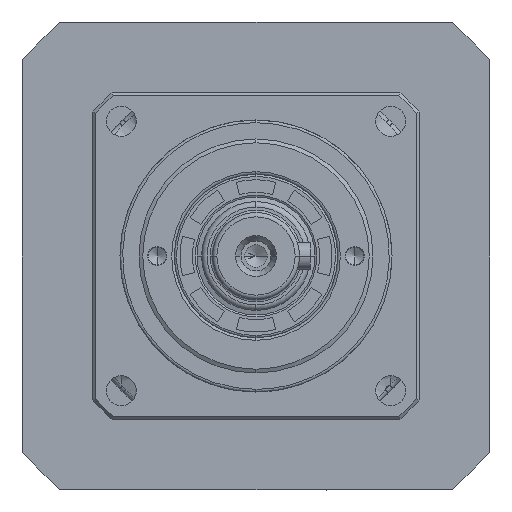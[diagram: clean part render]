
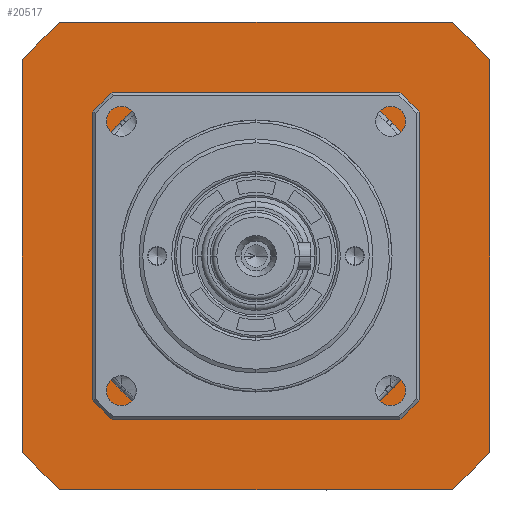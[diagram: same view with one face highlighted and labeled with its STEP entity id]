
A CAD part, left-side view. The second image highlights one B-rep face of the part: STEP entity #20517.
In plain terms, the highlighted planar face has unit normal (-1, 0, 0).
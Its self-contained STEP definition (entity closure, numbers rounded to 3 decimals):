
#160 = EDGE_CURVE ( 'NONE', #15601, #6170, #9706, .T. ) ;
#274 = EDGE_CURVE ( 'NONE', #6170, #10714, #6119, .T. ) ;
#533 = CIRCLE ( 'NONE', #18278, 56. ) ;
#586 = VERTEX_POINT ( 'NONE', #4867 ) ;
#755 = CARTESIAN_POINT ( 'NONE',  ( 5.5, -43., 0. ) ) ;
#944 = EDGE_CURVE ( 'NONE', #10714, #586, #23653, .T. ) ;
#1291 = DIRECTION ( 'NONE',  ( 0., 0., 1. ) ) ;
#1324 = EDGE_CURVE ( 'NONE', #14991, #6094, #12697, .T. ) ;
#1497 = ORIENTED_EDGE ( 'NONE', *, *, #24068, .T. ) ;
#1518 = LINE ( 'NONE', #20535, #1568 ) ;
#1568 = VECTOR ( 'NONE', #4674, 1000. ) ;
#1702 = VERTEX_POINT ( 'NONE', #8016 ) ;
#1866 = DIRECTION ( 'NONE',  ( 0., 0., -1. ) ) ;
#2103 = DIRECTION ( 'NONE',  ( 0., 0., -1. ) ) ;
#2132 = DIRECTION ( 'NONE',  ( -1., 0., 0. ) ) ;
#2152 = CARTESIAN_POINT ( 'NONE',  ( 5.5, 0., 0. ) ) ;
#2383 = CARTESIAN_POINT ( 'NONE',  ( 5.5, 0., 0. ) ) ;
#2626 = FACE_OUTER_BOUND ( 'NONE', #25079, .T. ) ;
#2719 = AXIS2_PLACEMENT_3D ( 'NONE', #2383, #16180, #4350 ) ;
#2811 = DIRECTION ( 'NONE',  ( -1., 0., 0. ) ) ;
#3353 = CARTESIAN_POINT ( 'NONE',  ( 5.5, 0., 0. ) ) ;
#3417 = EDGE_CURVE ( 'NONE', #17239, #15601, #11585, .T. ) ;
#3944 = CIRCLE ( 'NONE', #2719, 56. ) ;
#4288 = CARTESIAN_POINT ( 'NONE',  ( 5.5, -43., 35.875 ) ) ;
#4350 = DIRECTION ( 'NONE',  ( 0., 0., -1. ) ) ;
#4405 = ORIENTED_EDGE ( 'NONE', *, *, #8514, .T. ) ;
#4467 = CARTESIAN_POINT ( 'NONE',  ( 5.5, 18.028, -30. ) ) ;
#4490 = LINE ( 'NONE', #755, #5172 ) ;
#4674 = DIRECTION ( 'NONE',  ( 0., 1., 0. ) ) ;
#4775 = ORIENTED_EDGE ( 'NONE', *, *, #25727, .T. ) ;
#4783 = ORIENTED_EDGE ( 'NONE', *, *, #160, .T. ) ;
#4795 = CARTESIAN_POINT ( 'NONE',  ( 5.5, -35.875, 43. ) ) ;
#4834 = VECTOR ( 'NONE', #15655, 1000. ) ;
#4867 = CARTESIAN_POINT ( 'NONE',  ( 5.5, -18.028, -30. ) ) ;
#5172 = VECTOR ( 'NONE', #1291, 1000. ) ;
#5199 = VERTEX_POINT ( 'NONE', #5974 ) ;
#5325 = DIRECTION ( 'NONE',  ( 0., 0., -1. ) ) ;
#5517 = CARTESIAN_POINT ( 'NONE',  ( 5.5, 18.028, 30. ) ) ;
#5520 = ORIENTED_EDGE ( 'NONE', *, *, #25038, .T. ) ;
#5770 = DIRECTION ( 'NONE',  ( 0., 0., 1. ) ) ;
#5874 = CARTESIAN_POINT ( 'NONE',  ( 5.5, 35.875, 43. ) ) ;
#5974 = CARTESIAN_POINT ( 'NONE',  ( 5.5, 35.875, -43. ) ) ;
#6029 = VECTOR ( 'NONE', #13362, 1000. ) ;
#6094 = VERTEX_POINT ( 'NONE', #19898 ) ;
#6119 = LINE ( 'NONE', #13794, #6029 ) ;
#6170 = VERTEX_POINT ( 'NONE', #18910 ) ;
#6280 = CARTESIAN_POINT ( 'NONE',  ( 5.5, -30., -18.028 ) ) ;
#6795 = DIRECTION ( 'NONE',  ( 1., 0., 0. ) ) ;
#6878 = CARTESIAN_POINT ( 'NONE',  ( 5.5, 0., 0. ) ) ;
#6911 = CARTESIAN_POINT ( 'NONE',  ( 5.5, -35., -43. ) ) ;
#6982 = AXIS2_PLACEMENT_3D ( 'NONE', #14601, #2811, #16627 ) ;
#7232 = CIRCLE ( 'NONE', #11180, 56. ) ;
#7985 = EDGE_CURVE ( 'NONE', #18676, #5199, #7232, .T. ) ;
#8016 = CARTESIAN_POINT ( 'NONE',  ( 5.5, -35.875, -43. ) ) ;
#8140 = EDGE_CURVE ( 'NONE', #20929, #10795, #4490, .T. ) ;
#8514 = EDGE_CURVE ( 'NONE', #13500, #14991, #17298, .T. ) ;
#8555 = EDGE_CURVE ( 'NONE', #6094, #17239, #14416, .T. ) ;
#8794 = DIRECTION ( 'NONE',  ( 0., 1., 0. ) ) ;
#9706 = CIRCLE ( 'NONE', #24006, 35. ) ;
#9835 = CARTESIAN_POINT ( 'NONE',  ( 5.5, 0., 0. ) ) ;
#9916 = DIRECTION ( 'NONE',  ( 1., 0., 0. ) ) ;
#10081 = DIRECTION ( 'NONE',  ( 0., 0., 1. ) ) ;
#10172 = VERTEX_POINT ( 'NONE', #4795 ) ;
#10231 = ORIENTED_EDGE ( 'NONE', *, *, #3417, .T. ) ;
#10714 = VERTEX_POINT ( 'NONE', #6280 ) ;
#10733 = ORIENTED_EDGE ( 'NONE', *, *, #7985, .T. ) ;
#10795 = VERTEX_POINT ( 'NONE', #4288 ) ;
#11180 = AXIS2_PLACEMENT_3D ( 'NONE', #2152, #2132, #2103 ) ;
#11585 = LINE ( 'NONE', #19462, #12177 ) ;
#12177 = VECTOR ( 'NONE', #19408, 1000. ) ;
#12697 = LINE ( 'NONE', #16865, #4834 ) ;
#13334 = VERTEX_POINT ( 'NONE', #5874 ) ;
#13362 = DIRECTION ( 'NONE',  ( 0., 0., -1. ) ) ;
#13500 = VERTEX_POINT ( 'NONE', #4467 ) ;
#13637 = CARTESIAN_POINT ( 'NONE',  ( 5.5, 43., 0. ) ) ;
#13794 = CARTESIAN_POINT ( 'NONE',  ( 5.5, -30., 0. ) ) ;
#13823 = CARTESIAN_POINT ( 'NONE',  ( 5.5, 43., 35.875 ) ) ;
#13824 = VECTOR ( 'NONE', #18749, 1000. ) ;
#13853 = EDGE_LOOP ( 'NONE', ( #23050, #16473, #10231, #4783, #17162, #18485, #23335, #4405 ) ) ;
#14416 = CIRCLE ( 'NONE', #19892, 35. ) ;
#14601 = CARTESIAN_POINT ( 'NONE',  ( 5.5, 0., 0. ) ) ;
#14991 = VERTEX_POINT ( 'NONE', #25440 ) ;
#15601 = VERTEX_POINT ( 'NONE', #20935 ) ;
#15655 = DIRECTION ( 'NONE',  ( 0., 0., 1. ) ) ;
#16051 = LINE ( 'NONE', #6911, #13824 ) ;
#16180 = DIRECTION ( 'NONE',  ( -1., 0., 0. ) ) ;
#16246 = VECTOR ( 'NONE', #8794, 1000. ) ;
#16473 = ORIENTED_EDGE ( 'NONE', *, *, #8555, .T. ) ;
#16627 = DIRECTION ( 'NONE',  ( 0., 0., -1. ) ) ;
#16865 = CARTESIAN_POINT ( 'NONE',  ( 5.5, 30., 0. ) ) ;
#17047 = LINE ( 'NONE', #20700, #16246 ) ;
#17162 = ORIENTED_EDGE ( 'NONE', *, *, #274, .T. ) ;
#17171 = DIRECTION ( 'NONE',  ( -1., 0., 0. ) ) ;
#17223 = AXIS2_PLACEMENT_3D ( 'NONE', #25239, #24743, #24828 ) ;
#17227 = AXIS2_PLACEMENT_3D ( 'NONE', #25582, #25577, #25542 ) ;
#17239 = VERTEX_POINT ( 'NONE', #5517 ) ;
#17298 = CIRCLE ( 'NONE', #17227, 35. ) ;
#17576 = ORIENTED_EDGE ( 'NONE', *, *, #24659, .T. ) ;
#18148 = PLANE ( 'NONE',  #17223 ) ;
#18175 = CARTESIAN_POINT ( 'NONE',  ( 5.5, -43., -35.875 ) ) ;
#18278 = AXIS2_PLACEMENT_3D ( 'NONE', #3353, #17171, #5325 ) ;
#18484 = ORIENTED_EDGE ( 'NONE', *, *, #23454, .T. ) ;
#18485 = ORIENTED_EDGE ( 'NONE', *, *, #944, .T. ) ;
#18657 = AXIS2_PLACEMENT_3D ( 'NONE', #6878, #6795, #5770 ) ;
#18676 = VERTEX_POINT ( 'NONE', #23279 ) ;
#18749 = DIRECTION ( 'NONE',  ( 0., -1., 0. ) ) ;
#18910 = CARTESIAN_POINT ( 'NONE',  ( 5.5, -30., 18.028 ) ) ;
#19408 = DIRECTION ( 'NONE',  ( 0., -1., 0. ) ) ;
#19462 = CARTESIAN_POINT ( 'NONE',  ( 5.5, -35., 30. ) ) ;
#19892 = AXIS2_PLACEMENT_3D ( 'NONE', #22628, #22606, #22570 ) ;
#19898 = CARTESIAN_POINT ( 'NONE',  ( 5.5, 30., 18.028 ) ) ;
#20517 = ADVANCED_FACE ( 'NONE', ( #2626, #22430 ), #18148, .T. ) ;
#20535 = CARTESIAN_POINT ( 'NONE',  ( 5.5, -35., 43. ) ) ;
#20700 = CARTESIAN_POINT ( 'NONE',  ( 5.5, -35., -30. ) ) ;
#20929 = VERTEX_POINT ( 'NONE', #18175 ) ;
#20935 = CARTESIAN_POINT ( 'NONE',  ( 5.5, -18.028, 30. ) ) ;
#21327 = VERTEX_POINT ( 'NONE', #13823 ) ;
#21636 = ORIENTED_EDGE ( 'NONE', *, *, #8140, .T. ) ;
#22430 = FACE_BOUND ( 'NONE', #13853, .T. ) ;
#22570 = DIRECTION ( 'NONE',  ( 0., 0., 1. ) ) ;
#22606 = DIRECTION ( 'NONE',  ( 1., 0., 0. ) ) ;
#22628 = CARTESIAN_POINT ( 'NONE',  ( 5.5, 0., 0. ) ) ;
#22773 = ORIENTED_EDGE ( 'NONE', *, *, #23728, .T. ) ;
#22875 = VECTOR ( 'NONE', #1866, 1000. ) ;
#23050 = ORIENTED_EDGE ( 'NONE', *, *, #1324, .T. ) ;
#23279 = CARTESIAN_POINT ( 'NONE',  ( 5.5, 43., -35.875 ) ) ;
#23335 = ORIENTED_EDGE ( 'NONE', *, *, #24035, .T. ) ;
#23454 = EDGE_CURVE ( 'NONE', #1702, #20929, #25120, .T. ) ;
#23653 = CIRCLE ( 'NONE', #18657, 35. ) ;
#23728 = EDGE_CURVE ( 'NONE', #21327, #18676, #23810, .T. ) ;
#23810 = LINE ( 'NONE', #13637, #22875 ) ;
#24006 = AXIS2_PLACEMENT_3D ( 'NONE', #9835, #9916, #10081 ) ;
#24035 = EDGE_CURVE ( 'NONE', #586, #13500, #17047, .T. ) ;
#24068 = EDGE_CURVE ( 'NONE', #5199, #1702, #16051, .T. ) ;
#24659 = EDGE_CURVE ( 'NONE', #13334, #21327, #533, .T. ) ;
#24743 = DIRECTION ( 'NONE',  ( -1., 0., 0. ) ) ;
#24828 = DIRECTION ( 'NONE',  ( 0., 0., 1. ) ) ;
#25038 = EDGE_CURVE ( 'NONE', #10795, #10172, #3944, .T. ) ;
#25079 = EDGE_LOOP ( 'NONE', ( #17576, #22773, #10733, #1497, #18484, #21636, #5520, #4775 ) ) ;
#25120 = CIRCLE ( 'NONE', #6982, 56. ) ;
#25239 = CARTESIAN_POINT ( 'NONE',  ( 5.5, -35., 0. ) ) ;
#25440 = CARTESIAN_POINT ( 'NONE',  ( 5.5, 30., -18.028 ) ) ;
#25542 = DIRECTION ( 'NONE',  ( 0., 0., 1. ) ) ;
#25577 = DIRECTION ( 'NONE',  ( 1., 0., 0. ) ) ;
#25582 = CARTESIAN_POINT ( 'NONE',  ( 5.5, 0., 0. ) ) ;
#25727 = EDGE_CURVE ( 'NONE', #10172, #13334, #1518, .T. ) ;
